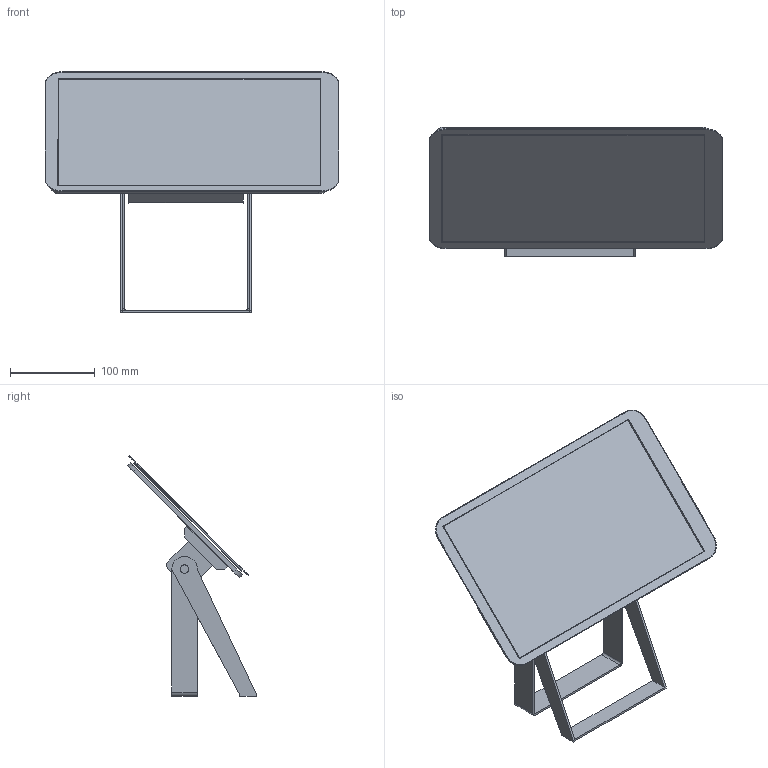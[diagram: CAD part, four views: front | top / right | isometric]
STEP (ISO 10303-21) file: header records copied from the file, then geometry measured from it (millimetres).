
FILE_DESCRIPTION(/* description */ ('','CAx-IF Rec.Pracs.---Representation and Presentation of Product Manufacturing Information (PMI)---4.0---2014-10-13'),/* implementation_level */ '2;1');
FILE_NAME(/* name */ '58ce7aa2-6817-4638-aaef-bd37acdae694.stp',/* time_stamp */ '2025-01-18T11:01:30Z',/* author */ (''),/* organization */ (''),/* preprocessor_version */ 'ST-DEVELOPER v20',/* originating_system */ 'Autodesk Translation Framework v13.20.0.188',/* authorisation */ '');
FILE_SCHEMA (('AP242_MANAGED_MODEL_BASED_3D_ENGINEERING_MIM_LF { 1 0 10303 442 1 1 4 }'));
Length unit declared in the file: millimetre
Products named in the file (2): Untitled; screen
Assembly tree (1 placements, depth 2):
  Untitled
    screen
Bounding box: 346.33 x 152.37 x 283.79 mm (x, y, z)
Volume: 850584.9 mm3; surface area: 340835.6 mm2
Topology: 4 solids, 4 shells, 105 faces, 244 edges, 154 vertices
Faces by surface type: plane 77, cylinder 28
Full cylindrical faces by diameter (mm): 10 x4
Entity records: 3018 total; most frequent: DIRECTION 512, CARTESIAN_POINT 506, ORIENTED_EDGE 488, EDGE_CURVE 244, LINE 192, VECTOR 192, AXIS2_PLACEMENT_3D 160, VERTEX_POINT 154
